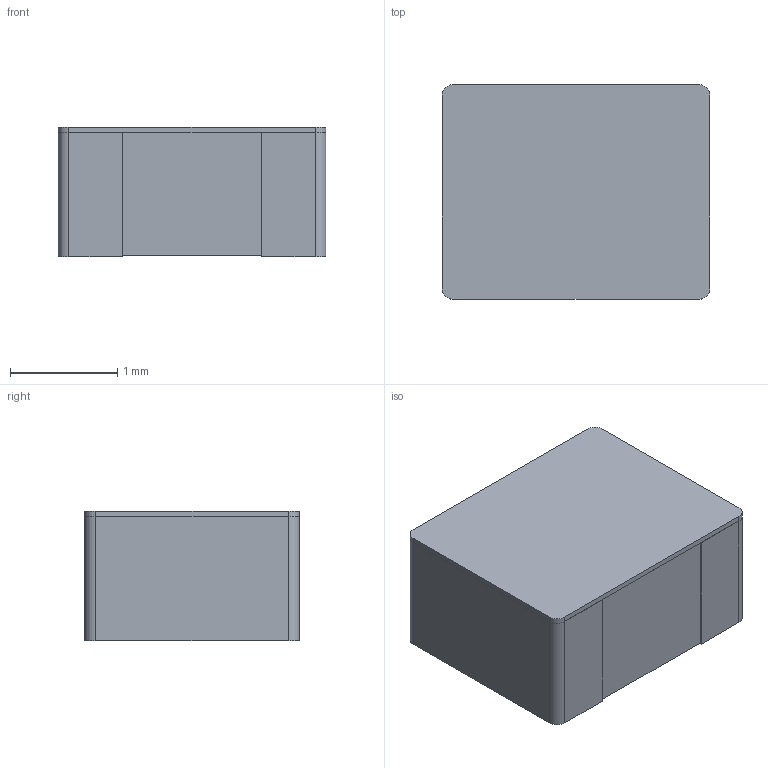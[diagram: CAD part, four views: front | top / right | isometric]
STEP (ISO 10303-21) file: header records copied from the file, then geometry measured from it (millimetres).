
FILE_DESCRIPTION (( 'STEP AP214' ), '1' );
FILE_NAME ('IND-SMD_L2.5-W2.0_MHCHL2520.step', '2022-07-08T23:54:38', ( '' ), ( '' ), 'SwSTEP 2.0', 'SolidWorks 2020', '' );
FILE_SCHEMA (( 'AUTOMOTIVE_DESIGN' ));
Length unit declared in the file: millimetre
Products named in the file (1): IND-SMD_L2.5-W2.0_MHCHL2520
Bounding box: 2.5 x 2 x 1.21 mm (x, y, z)
Volume: 6 mm3; surface area: 30.7 mm2
Topology: 2 solids, 2 shells, 310 faces, 840 edges, 560 vertices
Faces by surface type: plane 190, bspline 112, cylinder 8
Entity records: 13883 total; most frequent: CARTESIAN_POINT 3459, ORIENTED_EDGE 1680, DIRECTION 983, EDGE_CURVE 840, VERTEX_POINT 560, LINE 553, VECTOR 553, EDGE_LOOP 336
